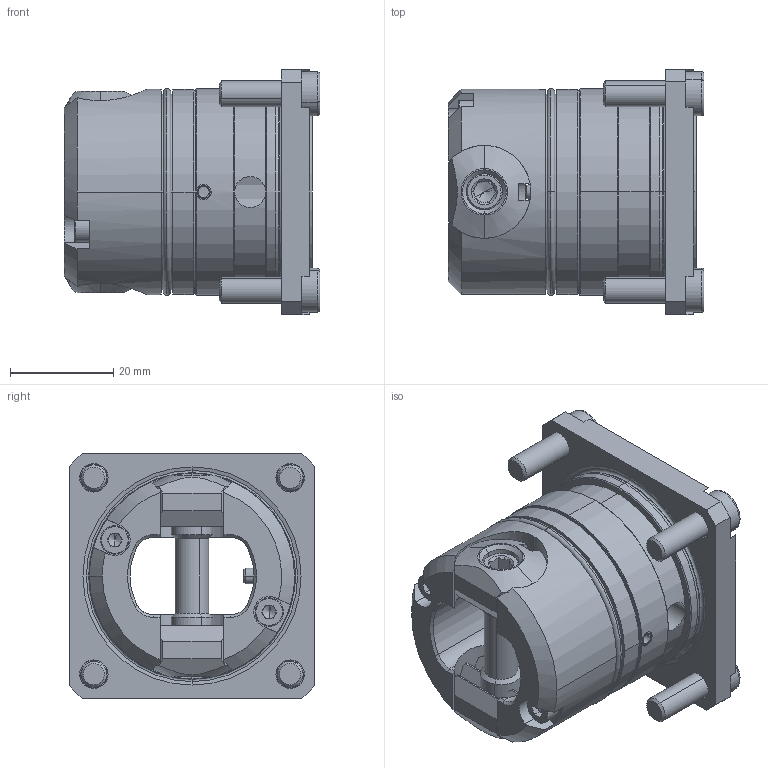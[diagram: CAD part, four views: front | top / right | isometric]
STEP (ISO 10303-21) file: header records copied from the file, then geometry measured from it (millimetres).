
FILE_DESCRIPTION (( 'STEP AP214' ), '1' );
FILE_NAME ('U40-PS4.048.006.STEP', '2018-04-24T08:38:26', ( 'SWIAdmin' ), ( 'Hewlett-Packard Company' ), 'SwSTEP 2.0', 'SolidWorks 2017', '' );
FILE_SCHEMA (( 'AUTOMOTIVE_DESIGN' ));
Length unit declared in the file: millimetre
Products named in the file (11): DIN 6325_ø3x10_2x6; ISO 4762 - M3 x 25_PreviewCfg; DIN 3771 - 37x1.5; ISO 8752 3x10; DIN 7984 - M5 x 16; U40-PS4.023.006_B; U40-PS4.ER1.036_A; U40-PS4.ERx.010_A_Links gewinde; U40-PS4.ERx.010_A; U40-PS4.ER1.025_B; U40-PS4.048.006
Assembly tree (15 placements, depth 2):
  U40-PS4.048.006
    U40-PS4.ER1.025_B
    U40-PS4.ERx.010_A
    U40-PS4.ERx.010_A_Links gewinde
    U40-PS4.ER1.036_A
    U40-PS4.023.006_B
    DIN 7984 - M5 x 16  x4
    ISO 8752 3x10
    DIN 3771 - 37x1.5
    ISO 4762 - M3 x 25_PreviewCfg  x2
    DIN 6325_ø3x10_2x6  x2
Bounding box: 49.5 x 47.5 x 47.5 mm (x, y, z)
Volume: 40289.2 mm3; surface area: 23165.8 mm2
Topology: 15 solids, 15 shells, 532 faces, 1305 edges, 796 vertices
Faces by surface type: plane 222, cone 127, cylinder 124, torus 49, sphere 8, bspline 2
Entity records: 14432 total; most frequent: CARTESIAN_POINT 3470, DIRECTION 2146, ORIENTED_EDGE 2086, EDGE_CURVE 1043, AXIS2_PLACEMENT_3D 852, VERTEX_POINT 652, EDGE_LOOP 451, VECTOR 442
